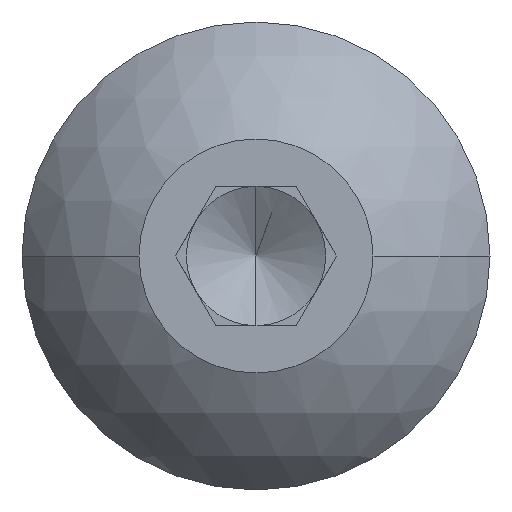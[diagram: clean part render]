
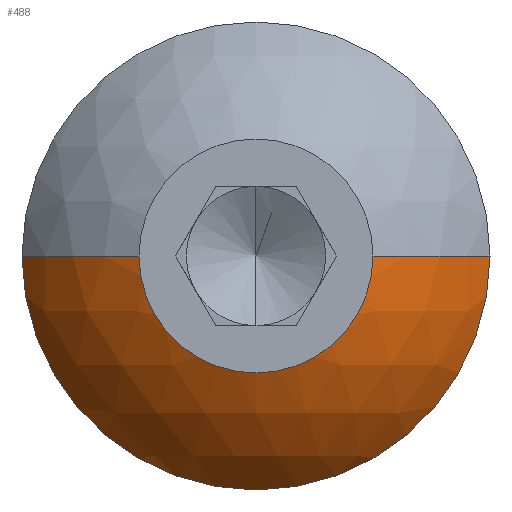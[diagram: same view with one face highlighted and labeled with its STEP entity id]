
A CAD part, left-side view. The second image highlights one B-rep face of the part: STEP entity #488.
In plain terms, the highlighted spherical face has radius 3.925 mm.
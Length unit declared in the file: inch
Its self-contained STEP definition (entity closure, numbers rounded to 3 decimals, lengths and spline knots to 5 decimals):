
#11 = VERTEX_POINT ( 'NONE', #64 ) ;
#51 = CARTESIAN_POINT ( 'NONE',  ( 0.13995, 0., 0. ) ) ;
#64 = CARTESIAN_POINT ( 'NONE',  ( 0.058, 0.131, 0. ) ) ;
#168 = DIRECTION ( 'NONE',  ( 0., 0., 1. ) ) ;
#214 = CARTESIAN_POINT ( 'NONE',  ( 0., 0.0655, 0. ) ) ;
#247 = CARTESIAN_POINT ( 'NONE',  ( 0., 0., 0. ) ) ;
#286 = DIRECTION ( 'NONE',  ( -1., 0., 0. ) ) ;
#324 = DIRECTION ( 'NONE',  ( 0., 1., 0. ) ) ;
#325 = CARTESIAN_POINT ( 'NONE',  ( 0.058, -0.131, 0. ) ) ;
#384 = AXIS2_PLACEMENT_3D ( 'NONE', #51, #1891, #324 ) ;
#395 = VERTEX_POINT ( 'NONE', #325 ) ;
#448 = ORIENTED_EDGE ( 'NONE', *, *, #2788, .F. ) ;
#488 = ADVANCED_FACE ( 'NONE', ( #1089 ), #1251, .T. ) ;
#497 = ORIENTED_EDGE ( 'NONE', *, *, #855, .F. ) ;
#522 = CARTESIAN_POINT ( 'NONE',  ( 0.058, 0., 0. ) ) ;
#526 = DIRECTION ( 'NONE',  ( 0., 0., 1. ) ) ;
#783 = DIRECTION ( 'NONE',  ( 0., 0., 1. ) ) ;
#855 = EDGE_CURVE ( 'NONE', #925, #1747, #3410, .T. ) ;
#901 = ORIENTED_EDGE ( 'NONE', *, *, #3204, .T. ) ;
#925 = VERTEX_POINT ( 'NONE', #214 ) ;
#1054 = EDGE_LOOP ( 'NONE', ( #2204, #2473, #901, #497, #448 ) ) ;
#1089 = FACE_OUTER_BOUND ( 'NONE', #1054, .T. ) ;
#1251 = SPHERICAL_SURFACE ( 'NONE', #2170, 0.15452 ) ;
#1475 = DIRECTION ( 'NONE',  ( 0., 0., 1. ) ) ;
#1613 = AXIS2_PLACEMENT_3D ( 'NONE', #3344, #1738, #168 ) ;
#1637 = AXIS2_PLACEMENT_3D ( 'NONE', #522, #2349, #783 ) ;
#1733 = EDGE_CURVE ( 'NONE', #2784, #395, #3195, .T. ) ;
#1738 = DIRECTION ( 'NONE',  ( -1., 0., 0. ) ) ;
#1747 = VERTEX_POINT ( 'NONE', #2082 ) ;
#1755 = CARTESIAN_POINT ( 'NONE',  ( 0.13995, 0., 0. ) ) ;
#1891 = DIRECTION ( 'NONE',  ( 0., 0., -1. ) ) ;
#1894 = CIRCLE ( 'NONE', #2641, 0.15452 ) ;
#1961 = CARTESIAN_POINT ( 'NONE',  ( 0.058, 0., -0.131 ) ) ;
#2039 = EDGE_CURVE ( 'NONE', #11, #2784, #2220, .T. ) ;
#2082 = CARTESIAN_POINT ( 'NONE',  ( 0., -0.0655, 0. ) ) ;
#2170 = AXIS2_PLACEMENT_3D ( 'NONE', #1755, #3128, #2337 ) ;
#2204 = ORIENTED_EDGE ( 'NONE', *, *, #2039, .T. ) ;
#2220 = CIRCLE ( 'NONE', #1613, 0.131 ) ;
#2307 = CIRCLE ( 'NONE', #384, 0.15452 ) ;
#2337 = DIRECTION ( 'NONE',  ( 0., 1., 0. ) ) ;
#2349 = DIRECTION ( 'NONE',  ( -1., 0., 0. ) ) ;
#2473 = ORIENTED_EDGE ( 'NONE', *, *, #1733, .T. ) ;
#2641 = AXIS2_PLACEMENT_3D ( 'NONE', #3056, #1475, #3335 ) ;
#2784 = VERTEX_POINT ( 'NONE', #1961 ) ;
#2788 = EDGE_CURVE ( 'NONE', #11, #925, #1894, .T. ) ;
#2919 = AXIS2_PLACEMENT_3D ( 'NONE', #247, #286, #526 ) ;
#3056 = CARTESIAN_POINT ( 'NONE',  ( 0.13995, 0., 0. ) ) ;
#3128 = DIRECTION ( 'NONE',  ( 0., 0., -1. ) ) ;
#3195 = CIRCLE ( 'NONE', #1637, 0.131 ) ;
#3204 = EDGE_CURVE ( 'NONE', #395, #1747, #2307, .T. ) ;
#3335 = DIRECTION ( 'NONE',  ( 1., 0., 0. ) ) ;
#3344 = CARTESIAN_POINT ( 'NONE',  ( 0.058, 0., 0. ) ) ;
#3410 = CIRCLE ( 'NONE', #2919, 0.0655 ) ;
